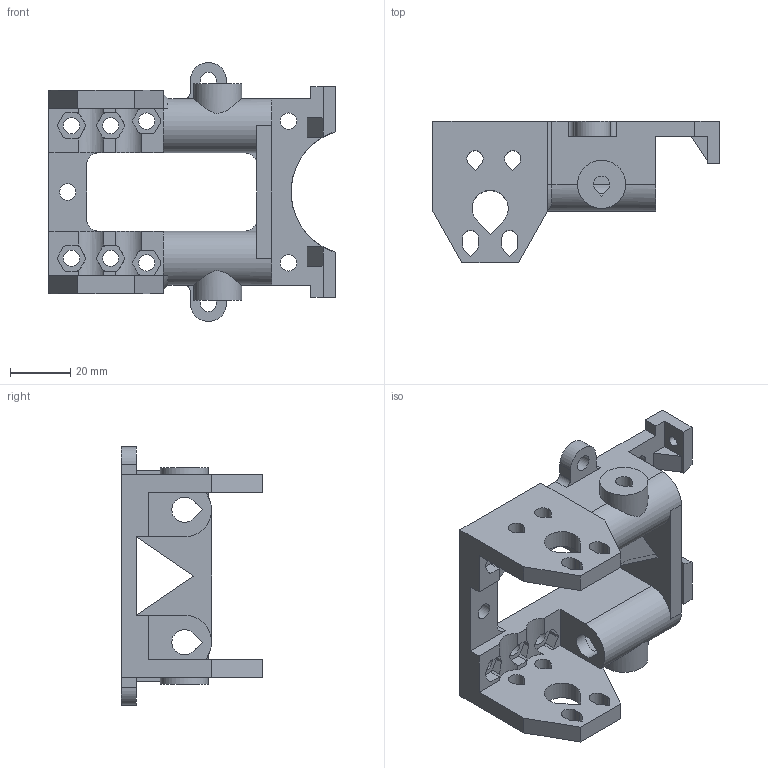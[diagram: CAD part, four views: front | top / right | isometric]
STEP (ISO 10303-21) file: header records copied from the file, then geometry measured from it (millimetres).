
FILE_DESCRIPTION( ( 'Unknown' ), '1' );
FILE_NAME( 'X-motor-bracket.stp', 'Unknown', ( 'Ed Sells' ), ( 'University of Bath' ), 'XStep 1.0', 'Solid Edge v19', ' ' );
FILE_SCHEMA( ( 'CONFIG_CONTROL_DESIGN' ) );
Length unit declared in the file: millimetre
Products named in the file (1): 1
Bounding box: 95 x 47 x 86 mm (x, y, z)
Volume: 60294.9 mm3; surface area: 30714.1 mm2
Topology: 1 solids, 1 shells, 271 faces, 817 edges, 543 vertices
Faces by surface type: plane 171, cylinder 98, cone 2
Full cylindrical faces by diameter (mm): 5.4 x11, 16 x2
Entity records: 9369 total; most frequent: CARTESIAN_POINT 1793, ORIENTED_EDGE 1598, DIRECTION 1531, EDGE_CURVE 799, LINE 547, VECTOR 547, VERTEX_POINT 538, AXIS2_PLACEMENT_3D 492
